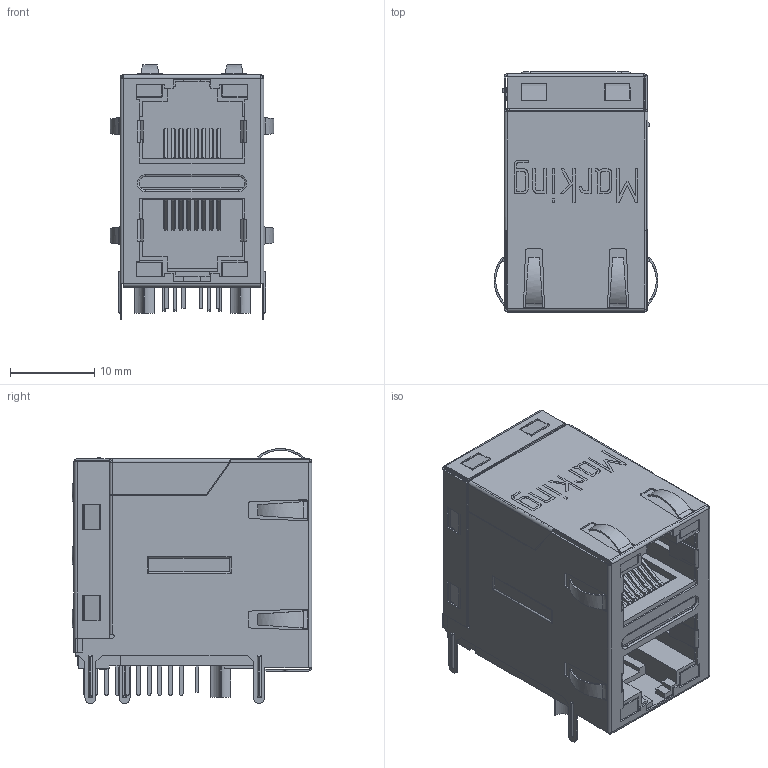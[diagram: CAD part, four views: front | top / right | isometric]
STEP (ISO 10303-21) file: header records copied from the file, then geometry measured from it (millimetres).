
FILE_DESCRIPTION(/* description */ ('Unknown'),/* implementation_level */ '2;1');
FILE_NAME(/* name */ 'T_Wurth_WE-RJ45LAN_7499151120',/* time_stamp */ '2025-08-21T15:28:26+08:00',/* author */ ('Unknown'),/* organization */ ('Unknown'),/* preprocessor_version */ 'ST-DEVELOPER v19.4',/* originating_system */ 'Solid Edge',/* authorisation */ 'Unknown');
FILE_SCHEMA (('AUTOMOTIVE_DESIGN {1 0 10303 214 3 1 1}'));
Products named in the file (2): T_Wurth_WE-RJ45LAN_7499151120
Assembly tree (1 placements, depth 2):
  T_Wurth_WE-RJ45LAN_7499151120
    T_Wurth_WE-RJ45LAN_7499151120
Bounding box: 19.49 x 28.5 x 30.3 mm (x, y, z)
Volume: 6667.5 mm3; surface area: 15861 mm2
Topology: 7 solids, 7 shells, 1870 faces, 5244 edges, 3392 vertices
Faces by surface type: plane 1410, cylinder 428, bspline 16, torus 16
Full cylindrical faces by diameter (mm): 1.2 x4, 1.5 x4
Entity records: 66739 total; most frequent: CARTESIAN_POINT 11236, ORIENTED_EDGE 10472, DIRECTION 9672, EDGE_CURVE 5236, LINE 4252, VECTOR 4252, VERTEX_POINT 3392, AXIS2_PLACEMENT_3D 2710
